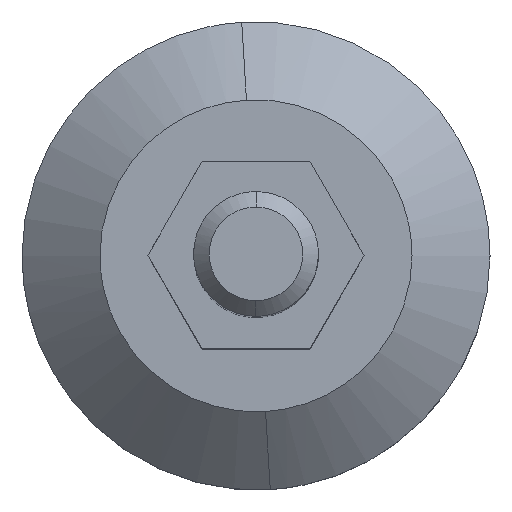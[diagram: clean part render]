
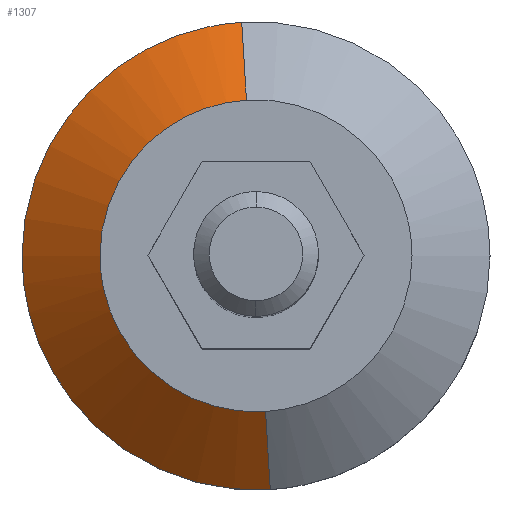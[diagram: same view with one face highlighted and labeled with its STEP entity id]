
A CAD part, top view. The second image highlights one B-rep face of the part: STEP entity #1307.
In plain terms, the highlighted free-form (B-spline) face has degree [2, 1] with [5, 2] control points.
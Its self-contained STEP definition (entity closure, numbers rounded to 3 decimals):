
#825=CARTESIAN_POINT('',(1.221,-19.963,17.));
#826=VERTEX_POINT('',#825);
#827=CARTESIAN_POINT('',(-20.0,0.0,17.0));
#828=VERTEX_POINT('',#827);
#829=CARTESIAN_POINT('',(1.221,-19.963,17.));
#830=CARTESIAN_POINT('',(0.611,-20.,17.));
#831=CARTESIAN_POINT('',(0.,-20.,17.));
#832=CARTESIAN_POINT('',(-20.,-20.,17.));
#833=CARTESIAN_POINT('',(-20.0,0.0,17.0));
#841=(BOUNDED_CURVE()B_SPLINE_CURVE(2,(#829,#830,#831,#832,#833),.UNSPECIFIED.,.F.,.U.)B_SPLINE_CURVE_WITH_KNOTS((3,2,3),(0.739,0.75,1.0),.UNSPECIFIED.)CURVE()GEOMETRIC_REPRESENTATION_ITEM()RATIONAL_B_SPLINE_CURVE((0.976,0.988,1.0,0.707,1.0))REPRESENTATION_ITEM(''));
#842=EDGE_CURVE('',#826,#828,#841,.T.);
#859=CARTESIAN_POINT('',(-1.221,19.963,17.));
#860=VERTEX_POINT('',#859);
#876=CARTESIAN_POINT('',(-20.0,0.0,17.0));
#877=CARTESIAN_POINT('',(-20.,18.814,17.));
#878=CARTESIAN_POINT('',(-1.221,19.963,17.));
#886=(BOUNDED_CURVE()B_SPLINE_CURVE(2,(#876,#877,#878),.UNSPECIFIED.,.F.,.U.)B_SPLINE_CURVE_WITH_KNOTS((3,3),(0.0,0.239),.UNSPECIFIED.)CURVE()GEOMETRIC_REPRESENTATION_ITEM()RATIONAL_B_SPLINE_CURVE((1.0,0.72,0.976))REPRESENTATION_ITEM(''));
#887=EDGE_CURVE('',#828,#860,#886,.T.);
#1204=CARTESIAN_POINT('',(-1.831,29.944,8.609));
#1205=VERTEX_POINT('',#1204);
#1206=CARTESIAN_POINT('',(-1.221,19.963,17.));
#1207=CARTESIAN_POINT('',(-1.831,29.944,8.609));
#1208=QUASI_UNIFORM_CURVE('',1,(#1206,#1207),.UNSPECIFIED.,.F.,.U.);
#1209=EDGE_CURVE('',#860,#1205,#1208,.T.);
#1213=CARTESIAN_POINT('',(1.831,-29.944,8.609));
#1214=VERTEX_POINT('',#1213);
#1215=CARTESIAN_POINT('',(1.221,-19.963,17.));
#1216=CARTESIAN_POINT('',(1.831,-29.944,8.609));
#1217=QUASI_UNIFORM_CURVE('',1,(#1215,#1216),.UNSPECIFIED.,.F.,.U.);
#1218=EDGE_CURVE('',#826,#1214,#1217,.T.);
#1253=CARTESIAN_POINT('',(1.206,-19.713,17.21));
#1254=CARTESIAN_POINT('',(-18.507,-20.919,17.21));
#1255=CARTESIAN_POINT('',(-19.713,-1.206,17.21));
#1256=CARTESIAN_POINT('',(-20.919,18.507,17.21));
#1257=CARTESIAN_POINT('',(-1.206,19.713,17.21));
#1258=CARTESIAN_POINT('',(1.847,-30.2,8.394));
#1259=CARTESIAN_POINT('',(-28.353,-32.047,8.394));
#1260=CARTESIAN_POINT('',(-30.2,-1.847,8.394));
#1261=CARTESIAN_POINT('',(-32.047,28.353,8.394));
#1262=CARTESIAN_POINT('',(-1.847,30.2,8.394));
#1270=(BOUNDED_SURFACE()B_SPLINE_SURFACE(2,1,((#1253,#1258),(#1254,#1259),(#1255,#1260),(#1256,#1261),(#1257,#1262)),.UNSPECIFIED.,.F.,.F.,.U.)B_SPLINE_SURFACE_WITH_KNOTS((3,2,3),(2,2),(0.0,50.13,100.26),(0.0,13.715),.UNSPECIFIED.)GEOMETRIC_REPRESENTATION_ITEM()RATIONAL_B_SPLINE_SURFACE(((1.0,1.0),(0.707,0.707),(1.0,1.0),(0.707,0.707),(1.0,1.0)))REPRESENTATION_ITEM('')SURFACE());
#1271=ORIENTED_EDGE('',*,*,#1209,.T.);
#1272=CARTESIAN_POINT('',(-30.0,0.0,8.609));
#1273=VERTEX_POINT('',#1272);
#1274=CARTESIAN_POINT('',(-30.0,0.0,8.609));
#1275=CARTESIAN_POINT('',(-30.,28.221,8.609));
#1276=CARTESIAN_POINT('',(-1.831,29.944,8.609));
#1284=(BOUNDED_CURVE()B_SPLINE_CURVE(2,(#1274,#1275,#1276),.UNSPECIFIED.,.F.,.U.)B_SPLINE_CURVE_WITH_KNOTS((3,3),(0.0,0.239),.UNSPECIFIED.)CURVE()GEOMETRIC_REPRESENTATION_ITEM()RATIONAL_B_SPLINE_CURVE((1.0,0.72,0.976))REPRESENTATION_ITEM(''));
#1285=EDGE_CURVE('',#1273,#1205,#1284,.T.);
#1286=ORIENTED_EDGE('',*,*,#1285,.F.);
#1287=CARTESIAN_POINT('',(1.831,-29.944,8.609));
#1288=CARTESIAN_POINT('',(0.917,-30.,8.609));
#1289=CARTESIAN_POINT('',(0.,-30.,8.609));
#1290=CARTESIAN_POINT('',(-30.,-30.,8.609));
#1291=CARTESIAN_POINT('',(-30.0,0.0,8.609));
#1299=(BOUNDED_CURVE()B_SPLINE_CURVE(2,(#1287,#1288,#1289,#1290,#1291),.UNSPECIFIED.,.F.,.U.)B_SPLINE_CURVE_WITH_KNOTS((3,2,3),(0.739,0.75,1.0),.UNSPECIFIED.)CURVE()GEOMETRIC_REPRESENTATION_ITEM()RATIONAL_B_SPLINE_CURVE((0.976,0.988,1.0,0.707,1.0))REPRESENTATION_ITEM(''));
#1300=EDGE_CURVE('',#1214,#1273,#1299,.T.);
#1301=ORIENTED_EDGE('',*,*,#1300,.F.);
#1302=ORIENTED_EDGE('',*,*,#1218,.F.);
#1303=ORIENTED_EDGE('',*,*,#842,.T.);
#1304=ORIENTED_EDGE('',*,*,#887,.T.);
#1305=EDGE_LOOP('',(#1271,#1286,#1301,#1302,#1303,#1304));
#1306=FACE_OUTER_BOUND('',#1305,.T.);
#1307=ADVANCED_FACE('',(#1306),#1270,.T.);
